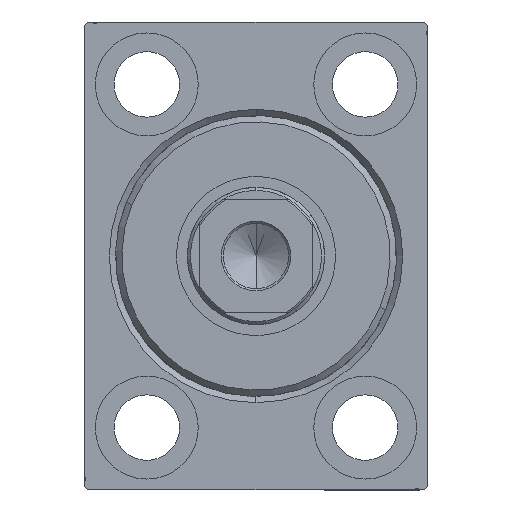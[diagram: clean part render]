
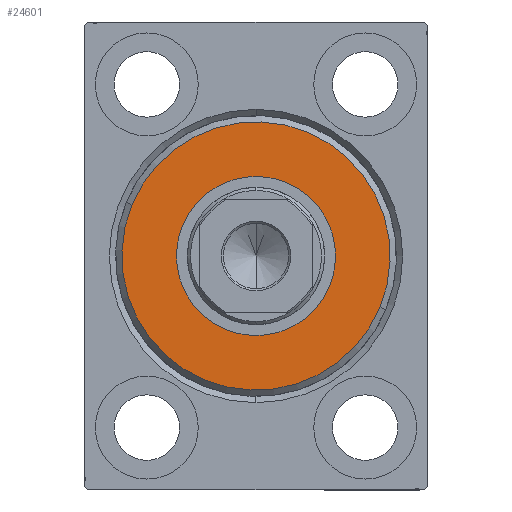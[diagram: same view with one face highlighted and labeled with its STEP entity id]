
A CAD part, left-side view. The second image highlights one B-rep face of the part: STEP entity #24601.
In plain terms, the highlighted face is planar.
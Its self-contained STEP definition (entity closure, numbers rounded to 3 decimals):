
#214 = EDGE_CURVE ( 'NONE', #14955, #31081, #26880, .T. ) ;
#1660 = CARTESIAN_POINT ( 'NONE',  ( 3., 0., -12.75 ) ) ;
#1708 = EDGE_LOOP ( 'NONE', ( #26525, #2717 ) ) ;
#2717 = ORIENTED_EDGE ( 'NONE', *, *, #4771, .T. ) ;
#2937 = CARTESIAN_POINT ( 'NONE',  ( 3., 0., 12.75 ) ) ;
#4771 = EDGE_CURVE ( 'NONE', #20493, #22510, #25547, .T. ) ;
#5219 = DIRECTION ( 'NONE',  ( 0., 0., -1. ) ) ;
#5443 = CARTESIAN_POINT ( 'NONE',  ( 3., 0., 0. ) ) ;
#8777 = AXIS2_PLACEMENT_3D ( 'NONE', #19079, #39765, #25539 ) ;
#9537 = DIRECTION ( 'NONE',  ( 0., 0., -1. ) ) ;
#11812 = CARTESIAN_POINT ( 'NONE',  ( 3., 0., 0. ) ) ;
#12637 = FACE_BOUND ( 'NONE', #39977, .T. ) ;
#12690 = DIRECTION ( 'NONE',  ( 0., 0., -1. ) ) ;
#13494 = AXIS2_PLACEMENT_3D ( 'NONE', #42681, #22435, #9537 ) ;
#13713 = EDGE_CURVE ( 'NONE', #31081, #14955, #39857, .T. ) ;
#14955 = VERTEX_POINT ( 'NONE', #2937 ) ;
#18704 = CIRCLE ( 'NONE', #8777, 21.5 ) ;
#19079 = CARTESIAN_POINT ( 'NONE',  ( 3., 0., 0. ) ) ;
#19310 = FACE_OUTER_BOUND ( 'NONE', #1708, .T. ) ;
#20462 = AXIS2_PLACEMENT_3D ( 'NONE', #11812, #39819, #12690 ) ;
#20493 = VERTEX_POINT ( 'NONE', #42735 ) ;
#22435 = DIRECTION ( 'NONE',  ( 1., 0., 0. ) ) ;
#22510 = VERTEX_POINT ( 'NONE', #35630 ) ;
#23075 = DIRECTION ( 'NONE',  ( 1., 0., 0. ) ) ;
#23898 = EDGE_CURVE ( 'NONE', #22510, #20493, #18704, .T. ) ;
#24601 = ADVANCED_FACE ( 'NONE', ( #19310, #12637 ), #32873, .T. ) ;
#25539 = DIRECTION ( 'NONE',  ( 0., 0., -1. ) ) ;
#25547 = CIRCLE ( 'NONE', #13494, 21.5 ) ;
#25769 = CARTESIAN_POINT ( 'NONE',  ( 3., 0., 0. ) ) ;
#26525 = ORIENTED_EDGE ( 'NONE', *, *, #23898, .T. ) ;
#26880 = CIRCLE ( 'NONE', #20462, 12.75 ) ;
#28506 = AXIS2_PLACEMENT_3D ( 'NONE', #5443, #28573, #5219 ) ;
#28573 = DIRECTION ( 'NONE',  ( -1., 0., 0. ) ) ;
#31081 = VERTEX_POINT ( 'NONE', #1660 ) ;
#32649 = ORIENTED_EDGE ( 'NONE', *, *, #13713, .T. ) ;
#32873 = PLANE ( 'NONE',  #32966 ) ;
#32958 = ORIENTED_EDGE ( 'NONE', *, *, #214, .T. ) ;
#32966 = AXIS2_PLACEMENT_3D ( 'NONE', #25769, #23075, #35769 ) ;
#35630 = CARTESIAN_POINT ( 'NONE',  ( 3., 0., 21.5 ) ) ;
#35769 = DIRECTION ( 'NONE',  ( 0., 0., -1. ) ) ;
#39765 = DIRECTION ( 'NONE',  ( 1., 0., 0. ) ) ;
#39819 = DIRECTION ( 'NONE',  ( -1., 0., 0. ) ) ;
#39857 = CIRCLE ( 'NONE', #28506, 12.75 ) ;
#39977 = EDGE_LOOP ( 'NONE', ( #32958, #32649 ) ) ;
#42681 = CARTESIAN_POINT ( 'NONE',  ( 3., 0., 0. ) ) ;
#42735 = CARTESIAN_POINT ( 'NONE',  ( 3., 0., -21.5 ) ) ;
